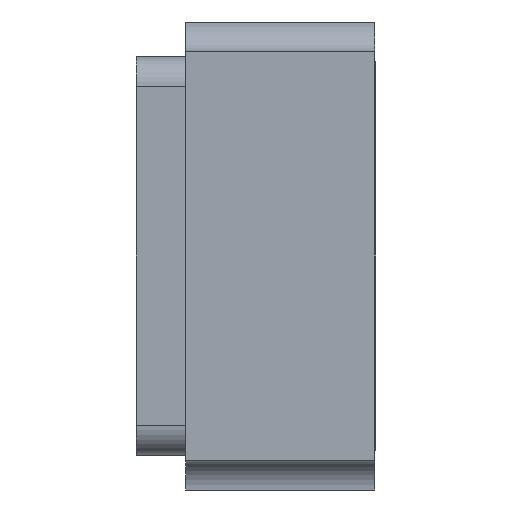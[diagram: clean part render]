
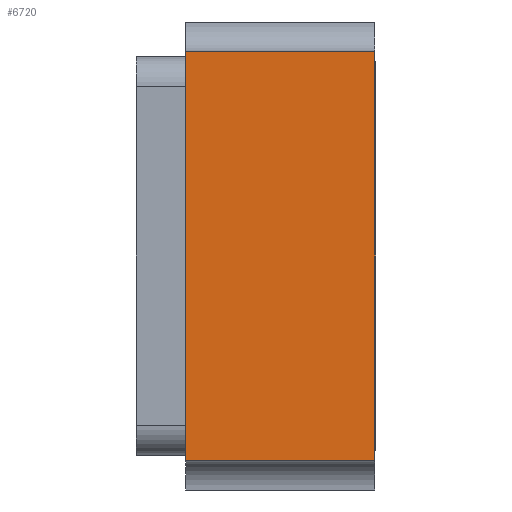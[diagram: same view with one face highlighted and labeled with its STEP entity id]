
A CAD part, left-side view. The second image highlights one B-rep face of the part: STEP entity #6720.
In plain terms, the highlighted planar face has unit normal (-1, 0, 0).
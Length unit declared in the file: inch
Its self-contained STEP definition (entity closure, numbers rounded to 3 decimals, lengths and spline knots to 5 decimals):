
#145 = VECTOR ( 'NONE', #3027, 39.37008 ) ;
#191 = VECTOR ( 'NONE', #3357, 39.37008 ) ;
#192 = VECTOR ( 'NONE', #3366, 39.37008 ) ;
#194 = VECTOR ( 'NONE', #3372, 39.37008 ) ;
#277 = CARTESIAN_POINT ( 'NONE',  ( -0.0395, 0., -0.0205 ) ) ;
#290 = CARTESIAN_POINT ( 'NONE',  ( -0.0395, 0.019, -0.0205 ) ) ;
#324 = CARTESIAN_POINT ( 'NONE',  ( -0.0395, 0.019, 0.0205 ) ) ;
#393 = CARTESIAN_POINT ( 'NONE',  ( -0.0395, 0., 0.0205 ) ) ;
#2411 = EDGE_LOOP ( 'NONE', ( #6104, #6138, #6134, #6072 ) ) ;
#3025 = LINE ( 'NONE', #3026, #145 ) ;
#3026 = CARTESIAN_POINT ( 'NONE',  ( -0.0395, 0., -0.0235 ) ) ;
#3027 = DIRECTION ( 'NONE',  ( 0., 0., 1. ) ) ;
#3355 = LINE ( 'NONE', #3356, #191 ) ;
#3356 = CARTESIAN_POINT ( 'NONE',  ( -0.0395, 0.024, -0.0205 ) ) ;
#3357 = DIRECTION ( 'NONE',  ( 0., -1., 0. ) ) ;
#3364 = LINE ( 'NONE', #3365, #192 ) ;
#3365 = CARTESIAN_POINT ( 'NONE',  ( -0.0395, 0.024, 0.0205 ) ) ;
#3366 = DIRECTION ( 'NONE',  ( 0., -1., 0. ) ) ;
#3370 = LINE ( 'NONE', #3371, #194 ) ;
#3371 = CARTESIAN_POINT ( 'NONE',  ( -0.0395, 0.019, 0.0235 ) ) ;
#3372 = DIRECTION ( 'NONE',  ( 0., 0., -1. ) ) ;
#3454 = AXIS2_PLACEMENT_3D ( 'NONE', #6453, #6454, #6455 ) ;
#5858 = VERTEX_POINT ( 'NONE', #277 ) ;
#5885 = FACE_OUTER_BOUND ( 'NONE', #2411, .T. ) ;
#5969 = VERTEX_POINT ( 'NONE', #290 ) ;
#6025 = VERTEX_POINT ( 'NONE', #324 ) ;
#6072 = ORIENTED_EDGE ( 'NONE', *, *, #6896, .T. ) ;
#6104 = ORIENTED_EDGE ( 'NONE', *, *, #6980, .F. ) ;
#6134 = ORIENTED_EDGE ( 'NONE', *, *, #6977, .T. ) ;
#6138 = ORIENTED_EDGE ( 'NONE', *, *, #6982, .T. ) ;
#6144 = VERTEX_POINT ( 'NONE', #393 ) ;
#6452 = PLANE ( 'NONE',  #3454 ) ;
#6453 = CARTESIAN_POINT ( 'NONE',  ( -0.0395, 0.024, -0.0235 ) ) ;
#6454 = DIRECTION ( 'NONE',  ( 1., 0., 0. ) ) ;
#6455 = DIRECTION ( 'NONE',  ( 0., 0., -1. ) ) ;
#6720 = ADVANCED_FACE ( 'NONE', ( #5885 ), #6452, .F. ) ;
#6896 = EDGE_CURVE ( 'NONE', #5858, #6144, #3025, .T. ) ;
#6977 = EDGE_CURVE ( 'NONE', #5969, #5858, #3355, .T. ) ;
#6980 = EDGE_CURVE ( 'NONE', #6025, #6144, #3364, .T. ) ;
#6982 = EDGE_CURVE ( 'NONE', #6025, #5969, #3370, .T. ) ;
